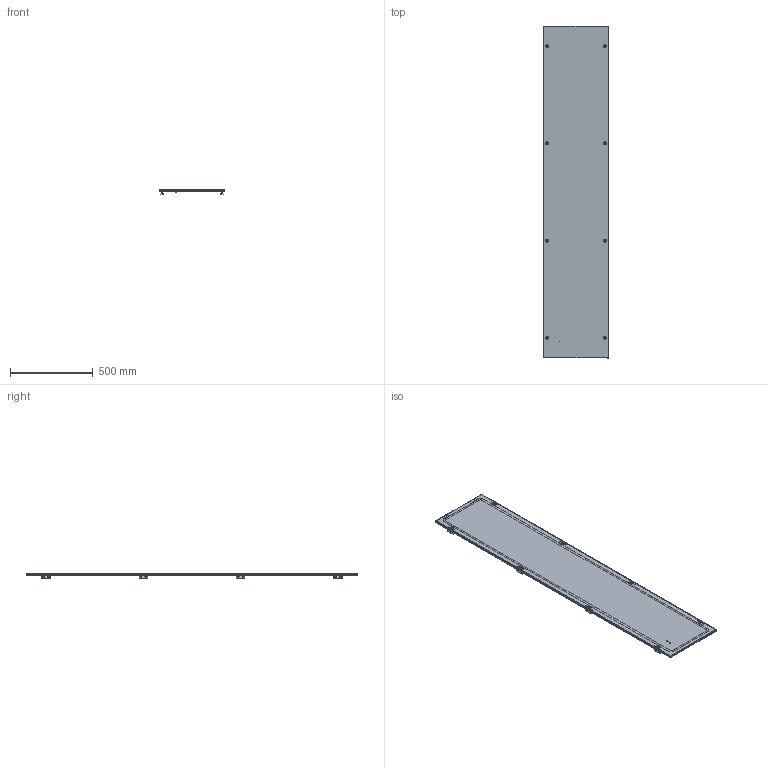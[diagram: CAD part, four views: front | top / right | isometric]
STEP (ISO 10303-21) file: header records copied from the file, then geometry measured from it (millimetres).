
FILE_DESCRIPTION (( 'STEP AP214' ), '1' );
FILE_NAME ('YKM40D-FO-FP-200-040-54 FORMAT Ïàíåëü çàäíÿÿ 2000õ400 IP54 IEK.STEP', '2022-09-01T11:51:57', ( '' ), ( '' ), 'SwSTEP 2.0', 'SolidWorks 2022', '' );
FILE_SCHEMA (( 'AUTOMOTIVE_DESIGN' ));
Length unit declared in the file: millimetre
Products named in the file (1): YKM40D-FO-FP-200-040-54 FORMAT Панель задняя 2000х400 IP54 IEK
Bounding box: 395 x 2000 x 32.24 mm (x, y, z)
Volume: 1614516.1 mm3; surface area: 1966441.4 mm2
Topology: 38 solids, 38 shells, 1840 faces, 4364 edges, 2594 vertices
Faces by surface type: plane 854, cylinder 628, cone 226, bspline 96, torus 36
Entity records: 75373 total; most frequent: CARTESIAN_POINT 12447, DIRECTION 9096, ORIENTED_EDGE 8728, EDGE_CURVE 4364, AXIS2_PLACEMENT_3D 3339, VERTEX_POINT 2594, VECTOR 2418, LINE 2418
